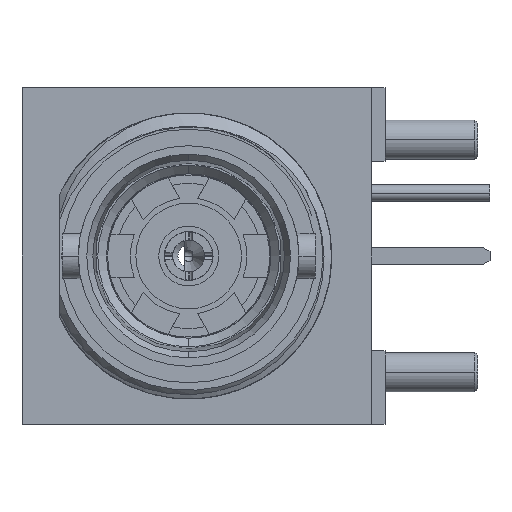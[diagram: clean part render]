
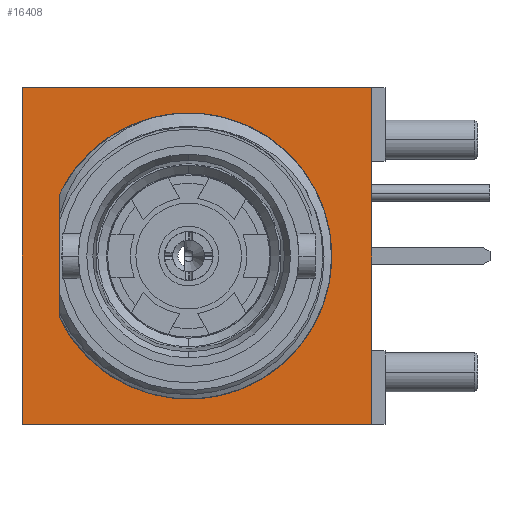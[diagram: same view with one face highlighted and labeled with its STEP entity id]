
A CAD part, left-side view. The second image highlights one B-rep face of the part: STEP entity #16408.
In plain terms, the highlighted planar face has unit normal (-1, 0, 0).
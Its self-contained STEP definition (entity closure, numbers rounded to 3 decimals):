
#6051=CARTESIAN_POINT('',(17.179,0.,0.));
#6052=DIRECTION('',(1.,0.,0.));
#6053=DIRECTION('',(0.,0.902,0.431));
#6054=AXIS2_PLACEMENT_3D('',#6051,#6052,#6053);
#7482=DIRECTION('',(0.,0.,-1.));
#7483=VECTOR('',#7482,14.73);
#7484=CARTESIAN_POINT('',(17.179,-8.,7.365));
#7485=LINE('',#7484,#7483);
#7486=DIRECTION('',(0.,1.,0.));
#7487=VECTOR('',#7486,15.29);
#7488=CARTESIAN_POINT('',(17.179,-8.,-7.365));
#7489=LINE('',#7488,#7487);
#7490=DIRECTION('',(0.,0.,1.));
#7491=VECTOR('',#7490,14.73);
#7492=CARTESIAN_POINT('',(17.179,7.29,-7.365));
#7493=LINE('',#7492,#7491);
#7494=DIRECTION('',(0.,-1.,0.));
#7495=VECTOR('',#7494,15.29);
#7496=CARTESIAN_POINT('',(17.179,7.29,7.365));
#7497=LINE('',#7496,#7495);
#7498=DIRECTION('',(0.,0.,1.));
#7499=VECTOR('',#7498,5.389);
#7500=CARTESIAN_POINT('',(17.179,5.645,-2.694));
#7501=LINE('',#7500,#7499);
#8746=CARTESIAN_POINT('',(17.179,-8.,7.365));
#8747=CARTESIAN_POINT('',(17.179,-8.,-7.365));
#8748=VERTEX_POINT('',#8746);
#8749=VERTEX_POINT('',#8747);
#8750=CARTESIAN_POINT('',(17.179,7.29,-7.365));
#8751=VERTEX_POINT('',#8750);
#8752=CARTESIAN_POINT('',(17.179,7.29,7.365));
#8753=VERTEX_POINT('',#8752);
#9034=CARTESIAN_POINT('',(17.179,5.645,2.694));
#9036=VERTEX_POINT('',#9034);
#9067=CARTESIAN_POINT('',(17.179,5.645,-2.694));
#9069=VERTEX_POINT('',#9067);
#16389=CARTESIAN_POINT('',(17.179,0.,0.));
#16390=DIRECTION('',(1.,0.,0.));
#16391=DIRECTION('',(0.,1.,0.));
#16392=AXIS2_PLACEMENT_3D('',#16389,#16390,#16391);
#16393=PLANE('',#16392);
#16395=ORIENTED_EDGE('',*,*,#16394,.T.);
#16397=ORIENTED_EDGE('',*,*,#16396,.T.);
#16399=ORIENTED_EDGE('',*,*,#16398,.T.);
#16401=ORIENTED_EDGE('',*,*,#16400,.T.);
#16402=EDGE_LOOP('',(#16395,#16397,#16399,#16401));
#16403=FACE_OUTER_BOUND('',#16402,.F.);
#16404=ORIENTED_EDGE('',*,*,#9637,.F.);
#16405=ORIENTED_EDGE('',*,*,#9322,.F.);
#16406=EDGE_LOOP('',(#16404,#16405));
#16407=FACE_BOUND('',#16406,.F.);
#6055=CIRCLE('',#6054,6.255);
#9322=EDGE_CURVE('',#9069,#9036,#7501,.T.);
#9637=EDGE_CURVE('',#9036,#9069,#6055,.T.);
#16394=EDGE_CURVE('',#8748,#8749,#7485,.T.);
#16396=EDGE_CURVE('',#8749,#8751,#7489,.T.);
#16398=EDGE_CURVE('',#8751,#8753,#7493,.T.);
#16400=EDGE_CURVE('',#8753,#8748,#7497,.T.);
#16408=ADVANCED_FACE('',(#16403,#16407),#16393,.F.);
